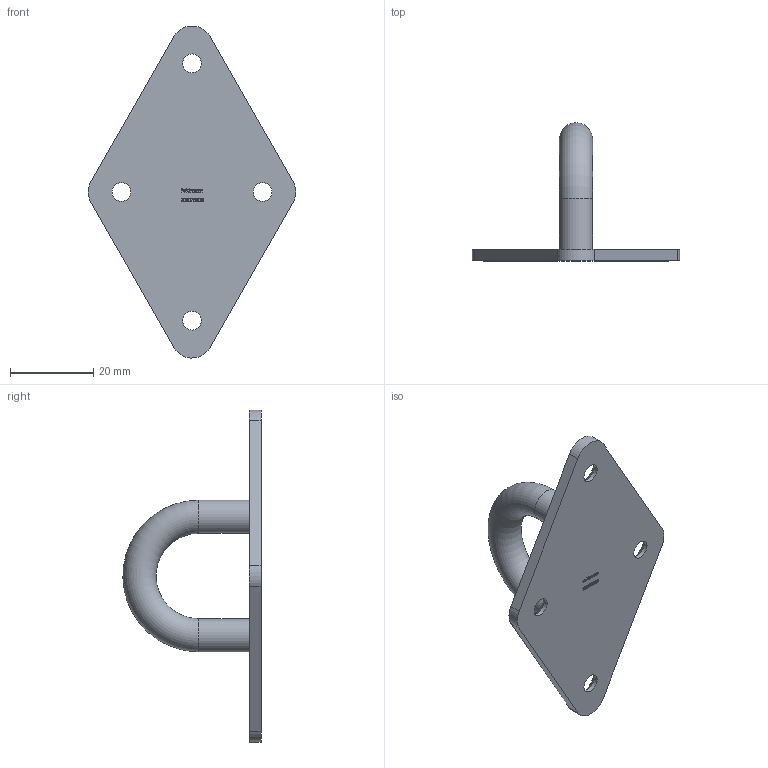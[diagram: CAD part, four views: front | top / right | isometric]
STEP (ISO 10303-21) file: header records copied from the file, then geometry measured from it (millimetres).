
FILE_DESCRIPTION (( 'STEP AP203' ), '1' );
FILE_NAME ('100075008.step', '2023-05-03T09:19:09', ( '' ), ( '' ), 'SwSTEP 2.0', 'SolidWorks 2018', '' );
FILE_SCHEMA (( 'CONFIG_CONTROL_DESIGN' ));
Length unit declared in the file: millimetre
Products named in the file (1): 100075008
Bounding box: 50 x 33.29 x 79.97 mm (x, y, z)
Volume: 9591.7 mm3; surface area: 6744.5 mm2
Topology: 1 solids, 1 shells, 238 faces, 622 edges, 413 vertices
Faces by surface type: bspline 118, plane 105, cylinder 10, cone 4, torus 1
Full cylindrical faces by diameter (mm): 4.5 x4, 8 x2
Entity records: 14527 total; most frequent: CARTESIAN_POINT 9411, ORIENTED_EDGE 1220, DIRECTION 640, EDGE_CURVE 610, VERTEX_POINT 412, VECTOR 350, LINE 350, EDGE_LOOP 286
